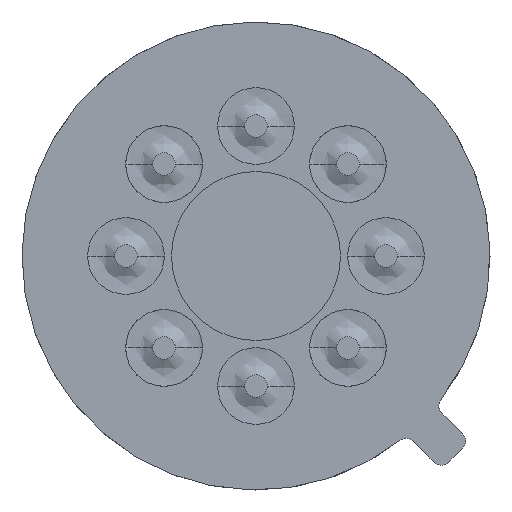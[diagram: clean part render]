
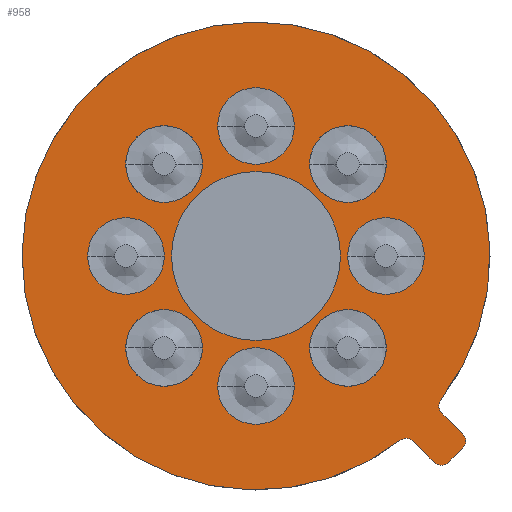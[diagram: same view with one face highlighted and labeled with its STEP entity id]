
A CAD part, front view. The second image highlights one B-rep face of the part: STEP entity #958.
In plain terms, the highlighted planar face has unit normal (0, -1, 0).
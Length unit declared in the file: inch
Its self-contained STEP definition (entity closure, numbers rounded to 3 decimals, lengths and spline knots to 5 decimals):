
#136=CARTESIAN_POINT('',(0.,0.,0.));
#137=DIRECTION('',(0.,-1.,0.));
#138=DIRECTION('',(0.791,0.,-0.612));
#139=AXIS2_PLACEMENT_3D('',#136,#137,#138);
#152=CARTESIAN_POINT('',(0.,0.,-0.1));
#153=DIRECTION('',(0.,-1.,0.));
#154=DIRECTION('',(0.,0.,-1.));
#155=AXIS2_PLACEMENT_3D('',#152,#153,#154);
#160=CARTESIAN_POINT('',(0.,0.,-0.1));
#161=DIRECTION('',(0.,-1.,0.));
#162=DIRECTION('',(0.,0.,1.));
#163=AXIS2_PLACEMENT_3D('',#160,#161,#162);
#168=CARTESIAN_POINT('',(0.07071,0.,-0.07071));
#169=DIRECTION('',(0.,-1.,0.));
#170=DIRECTION('',(0.707,0.,-0.707));
#171=AXIS2_PLACEMENT_3D('',#168,#169,#170);
#176=CARTESIAN_POINT('',(0.07071,0.,-0.07071));
#177=DIRECTION('',(0.,-1.,0.));
#178=DIRECTION('',(-0.707,0.,0.707));
#179=AXIS2_PLACEMENT_3D('',#176,#177,#178);
#184=CARTESIAN_POINT('',(0.1,0.,0.));
#185=DIRECTION('',(0.,-1.,0.));
#186=DIRECTION('',(1.,0.,0.));
#187=AXIS2_PLACEMENT_3D('',#184,#185,#186);
#192=CARTESIAN_POINT('',(0.1,0.,0.));
#193=DIRECTION('',(0.,-1.,0.));
#194=DIRECTION('',(-1.,0.,0.));
#195=AXIS2_PLACEMENT_3D('',#192,#193,#194);
#200=CARTESIAN_POINT('',(0.07071,0.,0.07071));
#201=DIRECTION('',(0.,-1.,0.));
#202=DIRECTION('',(0.707,0.,0.707));
#203=AXIS2_PLACEMENT_3D('',#200,#201,#202);
#208=CARTESIAN_POINT('',(0.07071,0.,0.07071));
#209=DIRECTION('',(0.,-1.,0.));
#210=DIRECTION('',(-0.707,0.,-0.707));
#211=AXIS2_PLACEMENT_3D('',#208,#209,#210);
#216=CARTESIAN_POINT('',(0.,0.,0.1));
#217=DIRECTION('',(0.,-1.,0.));
#218=DIRECTION('',(0.,0.,1.));
#219=AXIS2_PLACEMENT_3D('',#216,#217,#218);
#224=CARTESIAN_POINT('',(0.,0.,0.1));
#225=DIRECTION('',(0.,-1.,0.));
#226=DIRECTION('',(0.,0.,-1.));
#227=AXIS2_PLACEMENT_3D('',#224,#225,#226);
#232=CARTESIAN_POINT('',(-0.07071,0.,0.07071));
#233=DIRECTION('',(0.,-1.,0.));
#234=DIRECTION('',(-0.707,0.,0.707));
#235=AXIS2_PLACEMENT_3D('',#232,#233,#234);
#240=CARTESIAN_POINT('',(-0.07071,0.,0.07071));
#241=DIRECTION('',(0.,-1.,0.));
#242=DIRECTION('',(0.707,0.,-0.707));
#243=AXIS2_PLACEMENT_3D('',#240,#241,#242);
#248=CARTESIAN_POINT('',(-0.1,0.,0.));
#249=DIRECTION('',(0.,-1.,0.));
#250=DIRECTION('',(-1.,0.,0.));
#251=AXIS2_PLACEMENT_3D('',#248,#249,#250);
#256=CARTESIAN_POINT('',(-0.1,0.,0.));
#257=DIRECTION('',(0.,-1.,0.));
#258=DIRECTION('',(1.,0.,0.));
#259=AXIS2_PLACEMENT_3D('',#256,#257,#258);
#264=CARTESIAN_POINT('',(-0.07071,0.,-0.07071));
#265=DIRECTION('',(0.,-1.,0.));
#266=DIRECTION('',(-0.707,0.,-0.707));
#267=AXIS2_PLACEMENT_3D('',#264,#265,#266);
#272=CARTESIAN_POINT('',(-0.07071,0.,-0.07071));
#273=DIRECTION('',(0.,-1.,0.));
#274=DIRECTION('',(0.707,0.,0.707));
#275=AXIS2_PLACEMENT_3D('',#272,#273,#274);
#280=DIRECTION('',(0.707,0.,-0.707));
#281=VECTOR('',#280,0.02251);
#282=CARTESIAN_POINT('',(0.14301,0.,-0.12073));
#283=LINE('',#282,#281);
#287=DIRECTION('',(-0.707,0.,-0.707));
#288=VECTOR('',#287,0.015);
#289=CARTESIAN_POINT('',(0.15892,0.,-0.14796));
#290=LINE('',#289,#288);
#294=DIRECTION('',(-0.707,0.,0.707));
#295=VECTOR('',#294,0.02244);
#296=CARTESIAN_POINT('',(0.137,0.,-0.15857));
#297=LINE('',#296,#295);
#570=CARTESIAN_POINT('',(0.14866,0.,-0.11508));
#571=DIRECTION('',(0.,1.,0.));
#572=DIRECTION('',(-0.707,0.,-0.707));
#573=AXIS2_PLACEMENT_3D('',#570,#571,#572);
#600=CARTESIAN_POINT('',(0.15327,0.,-0.14231));
#601=DIRECTION('',(0.,-1.,0.));
#602=DIRECTION('',(0.707,0.,-0.707));
#603=AXIS2_PLACEMENT_3D('',#600,#601,#602);
#630=CARTESIAN_POINT('',(0.14266,0.,-0.15291));
#631=DIRECTION('',(0.,-1.,0.));
#632=DIRECTION('',(-0.707,0.,-0.707));
#633=AXIS2_PLACEMENT_3D('',#630,#631,#632);
#675=CARTESIAN_POINT('',(0.11548,0.,-0.14836));
#676=DIRECTION('',(0.,-1.,0.));
#677=DIRECTION('',(0.707,0.,0.707));
#678=AXIS2_PLACEMENT_3D('',#675,#676,#677);
#687=CARTESIAN_POINT('',(-0.09157,0.,-0.09157));
#688=CARTESIAN_POINT('',(-0.04985,0.,-0.04985));
#689=VERTEX_POINT('',#687);
#690=VERTEX_POINT('',#688);
#691=CARTESIAN_POINT('',(-0.1295,0.,0.));
#692=CARTESIAN_POINT('',(-0.0705,0.,0.));
#693=VERTEX_POINT('',#691);
#694=VERTEX_POINT('',#692);
#695=CARTESIAN_POINT('',(-0.09157,0.,0.09157));
#696=CARTESIAN_POINT('',(-0.04985,0.,0.04985));
#697=VERTEX_POINT('',#695);
#698=VERTEX_POINT('',#696);
#699=CARTESIAN_POINT('',(0.14301,0.,-0.12073));
#701=VERTEX_POINT('',#699);
#703=CARTESIAN_POINT('',(0.14234,0.,-0.11018));
#705=VERTEX_POINT('',#703);
#707=CARTESIAN_POINT('',(0.15892,0.,-0.14796));
#709=VERTEX_POINT('',#707);
#711=CARTESIAN_POINT('',(0.15892,0.,-0.13665));
#713=VERTEX_POINT('',#711);
#715=CARTESIAN_POINT('',(0.137,0.,-0.15857));
#717=VERTEX_POINT('',#715);
#719=CARTESIAN_POINT('',(0.14832,0.,-0.15857));
#721=VERTEX_POINT('',#719);
#723=CARTESIAN_POINT('',(0.12113,0.,-0.1427));
#725=VERTEX_POINT('',#723);
#727=CARTESIAN_POINT('',(0.11056,0.,-0.14204));
#729=VERTEX_POINT('',#727);
#731=CARTESIAN_POINT('',(0.,0.,0.1295));
#732=CARTESIAN_POINT('',(0.,0.,0.0705));
#733=VERTEX_POINT('',#731);
#734=VERTEX_POINT('',#732);
#735=CARTESIAN_POINT('',(0.09157,0.,0.09157));
#736=CARTESIAN_POINT('',(0.04985,0.,0.04985));
#737=VERTEX_POINT('',#735);
#738=VERTEX_POINT('',#736);
#739=CARTESIAN_POINT('',(0.1295,0.,0.));
#740=CARTESIAN_POINT('',(0.0705,0.,0.));
#741=VERTEX_POINT('',#739);
#742=VERTEX_POINT('',#740);
#743=CARTESIAN_POINT('',(0.09157,0.,-0.09157));
#744=CARTESIAN_POINT('',(0.04985,0.,-0.04985));
#745=VERTEX_POINT('',#743);
#746=VERTEX_POINT('',#744);
#747=CARTESIAN_POINT('',(0.,0.,-0.1295));
#748=CARTESIAN_POINT('',(0.,0.,-0.0705));
#749=VERTEX_POINT('',#747);
#750=VERTEX_POINT('',#748);
#888=CARTESIAN_POINT('',(0.,0.,0.));
#889=DIRECTION('',(0.,1.,0.));
#890=DIRECTION('',(1.,0.,0.));
#891=AXIS2_PLACEMENT_3D('',#888,#889,#890);
#892=PLANE('',#891);
#893=ORIENTED_EDGE('',*,*,#878,.F.);
#895=ORIENTED_EDGE('',*,*,#894,.F.);
#897=ORIENTED_EDGE('',*,*,#896,.T.);
#899=ORIENTED_EDGE('',*,*,#898,.F.);
#901=ORIENTED_EDGE('',*,*,#900,.T.);
#903=ORIENTED_EDGE('',*,*,#902,.F.);
#905=ORIENTED_EDGE('',*,*,#904,.T.);
#907=ORIENTED_EDGE('',*,*,#906,.T.);
#908=EDGE_LOOP('',(#893,#895,#897,#899,#901,#903,#905,#907));
#909=FACE_OUTER_BOUND('',#908,.F.);
#911=ORIENTED_EDGE('',*,*,#910,.T.);
#913=ORIENTED_EDGE('',*,*,#912,.T.);
#914=EDGE_LOOP('',(#911,#913));
#915=FACE_BOUND('',#914,.F.);
#917=ORIENTED_EDGE('',*,*,#916,.T.);
#919=ORIENTED_EDGE('',*,*,#918,.T.);
#920=EDGE_LOOP('',(#917,#919));
#921=FACE_BOUND('',#920,.F.);
#923=ORIENTED_EDGE('',*,*,#922,.T.);
#925=ORIENTED_EDGE('',*,*,#924,.T.);
#926=EDGE_LOOP('',(#923,#925));
#927=FACE_BOUND('',#926,.F.);
#929=ORIENTED_EDGE('',*,*,#928,.T.);
#931=ORIENTED_EDGE('',*,*,#930,.T.);
#932=EDGE_LOOP('',(#929,#931));
#933=FACE_BOUND('',#932,.F.);
#935=ORIENTED_EDGE('',*,*,#934,.T.);
#937=ORIENTED_EDGE('',*,*,#936,.T.);
#938=EDGE_LOOP('',(#935,#937));
#939=FACE_BOUND('',#938,.F.);
#941=ORIENTED_EDGE('',*,*,#940,.T.);
#943=ORIENTED_EDGE('',*,*,#942,.T.);
#944=EDGE_LOOP('',(#941,#943));
#945=FACE_BOUND('',#944,.F.);
#947=ORIENTED_EDGE('',*,*,#946,.T.);
#949=ORIENTED_EDGE('',*,*,#948,.T.);
#950=EDGE_LOOP('',(#947,#949));
#951=FACE_BOUND('',#950,.F.);
#953=ORIENTED_EDGE('',*,*,#952,.T.);
#955=ORIENTED_EDGE('',*,*,#954,.T.);
#956=EDGE_LOOP('',(#953,#955));
#957=FACE_BOUND('',#956,.F.);
#958=ADVANCED_FACE('',(#909,#915,#921,#927,#933,#939,#945,#951,#957),#892,.F.);
#140=CIRCLE('',#139,0.18);
#156=CIRCLE('',#155,0.0295);
#164=CIRCLE('',#163,0.0295);
#172=CIRCLE('',#171,0.0295);
#180=CIRCLE('',#179,0.0295);
#188=CIRCLE('',#187,0.0295);
#196=CIRCLE('',#195,0.0295);
#204=CIRCLE('',#203,0.0295);
#212=CIRCLE('',#211,0.0295);
#220=CIRCLE('',#219,0.0295);
#228=CIRCLE('',#227,0.0295);
#236=CIRCLE('',#235,0.0295);
#244=CIRCLE('',#243,0.0295);
#252=CIRCLE('',#251,0.0295);
#260=CIRCLE('',#259,0.0295);
#268=CIRCLE('',#267,0.0295);
#276=CIRCLE('',#275,0.0295);
#574=CIRCLE('',#573,0.008);
#604=CIRCLE('',#603,0.008);
#634=CIRCLE('',#633,0.008);
#679=CIRCLE('',#678,0.008);
#878=EDGE_CURVE('',#705,#729,#140,.T.);
#894=EDGE_CURVE('',#701,#705,#574,.T.);
#896=EDGE_CURVE('',#701,#713,#283,.T.);
#898=EDGE_CURVE('',#709,#713,#604,.T.);
#900=EDGE_CURVE('',#709,#721,#290,.T.);
#902=EDGE_CURVE('',#717,#721,#634,.T.);
#904=EDGE_CURVE('',#717,#725,#297,.T.);
#906=EDGE_CURVE('',#725,#729,#679,.T.);
#910=EDGE_CURVE('',#749,#750,#156,.T.);
#912=EDGE_CURVE('',#750,#749,#164,.T.);
#916=EDGE_CURVE('',#745,#746,#172,.T.);
#918=EDGE_CURVE('',#746,#745,#180,.T.);
#922=EDGE_CURVE('',#741,#742,#188,.T.);
#924=EDGE_CURVE('',#742,#741,#196,.T.);
#928=EDGE_CURVE('',#737,#738,#204,.T.);
#930=EDGE_CURVE('',#738,#737,#212,.T.);
#934=EDGE_CURVE('',#733,#734,#220,.T.);
#936=EDGE_CURVE('',#734,#733,#228,.T.);
#940=EDGE_CURVE('',#697,#698,#236,.T.);
#942=EDGE_CURVE('',#698,#697,#244,.T.);
#946=EDGE_CURVE('',#693,#694,#252,.T.);
#948=EDGE_CURVE('',#694,#693,#260,.T.);
#952=EDGE_CURVE('',#689,#690,#268,.T.);
#954=EDGE_CURVE('',#690,#689,#276,.T.);
